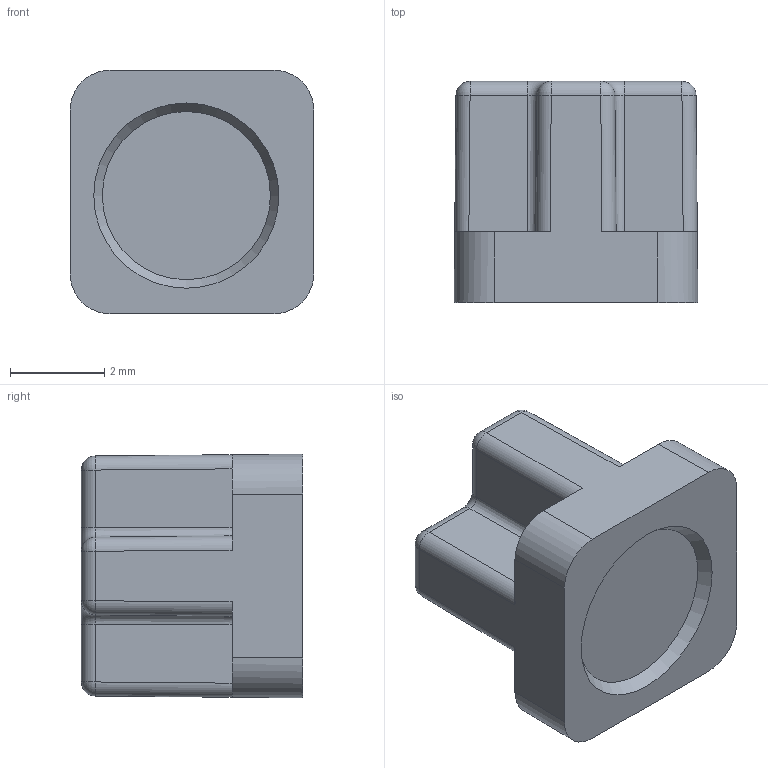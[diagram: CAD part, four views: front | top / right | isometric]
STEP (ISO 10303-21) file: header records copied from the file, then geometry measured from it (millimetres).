
FILE_DESCRIPTION(/* description */ (''),/* implementation_level */ '2;1');
FILE_NAME(/* name */ 'Plus Hotkey.step',/* time_stamp */ '2024-03-04T23:57:38+09:00',/* author */ (''),/* organization */ (''),/* preprocessor_version */ 'ST-DEVELOPER v20',/* originating_system */ 'Autodesk Translation Framework v12.20.1.177',/* authorisation */ '');
FILE_SCHEMA (('AUTOMOTIVE_DESIGN { 1 0 10303 214 3 1 1 }'));
Length unit declared in the file: millimetre
Products named in the file (1): Plus_Button_1
Bounding box: 5.18 x 4.7 x 5.18 mm (x, y, z)
Volume: 81.5 mm3; surface area: 140.7 mm2
Topology: 1 solids, 1 shells, 60 faces, 147 edges, 82 vertices
Faces by surface type: cylinder 24, plane 19, sphere 8, cone 5, torus 4
Entity records: 1729 total; most frequent: DIRECTION 323, CARTESIAN_POINT 282, ORIENTED_EDGE 278, EDGE_CURVE 139, AXIS2_PLACEMENT_3D 123, VERTEX_POINT 82, LINE 77, VECTOR 77
